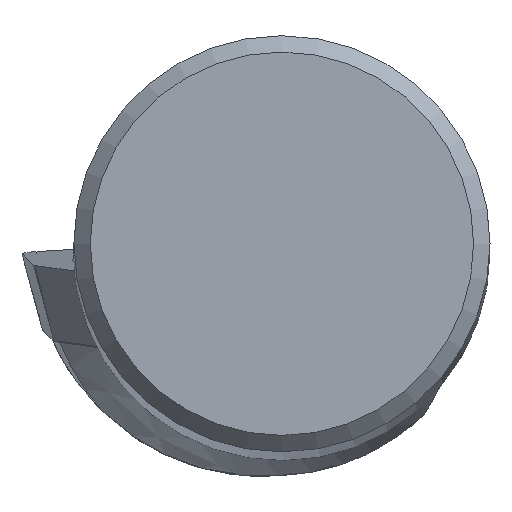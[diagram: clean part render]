
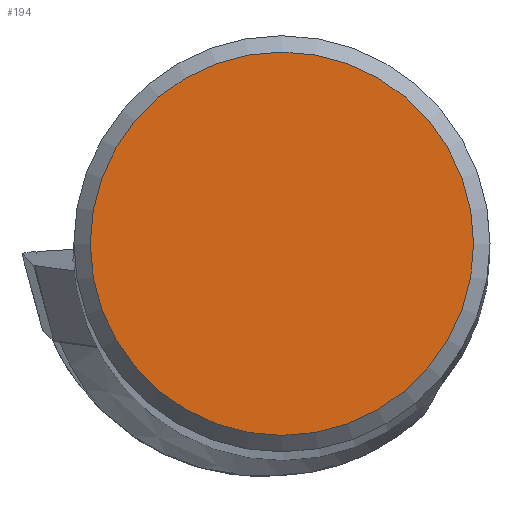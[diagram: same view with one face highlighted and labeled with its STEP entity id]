
A CAD part, top view. The second image highlights one B-rep face of the part: STEP entity #194.
In plain terms, the highlighted planar face has unit normal (0, 0, 1).
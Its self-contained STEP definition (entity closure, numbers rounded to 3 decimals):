
#153=FACE_OUTER_BOUND('',#281,.T.);
#194=ADVANCED_FACE('',(#153),#219,.T.);
#219=PLANE('',#956);
#281=EDGE_LOOP('',(#472));
#313=CIRCLE('',#955,5.843);
#472=ORIENTED_EDGE('',*,*,#690,.T.);
#592=VERTEX_POINT('',#1569);
#690=EDGE_CURVE('',#592,#592,#313,.T.);
#955=AXIS2_PLACEMENT_3D('',#1568,#1164,#1165);
#956=AXIS2_PLACEMENT_3D('',#1570,#1166,#1167);
#1164=DIRECTION('',(0.,0.,1.));
#1165=DIRECTION('',(1.,0.,0.));
#1166=DIRECTION('',(0.,0.,1.));
#1167=DIRECTION('',(1.,0.,0.));
#1568=CARTESIAN_POINT('',(0.,0.,0.));
#1569=CARTESIAN_POINT('',(5.843,0.,0.));
#1570=CARTESIAN_POINT('',(0.,0.,
0.));
